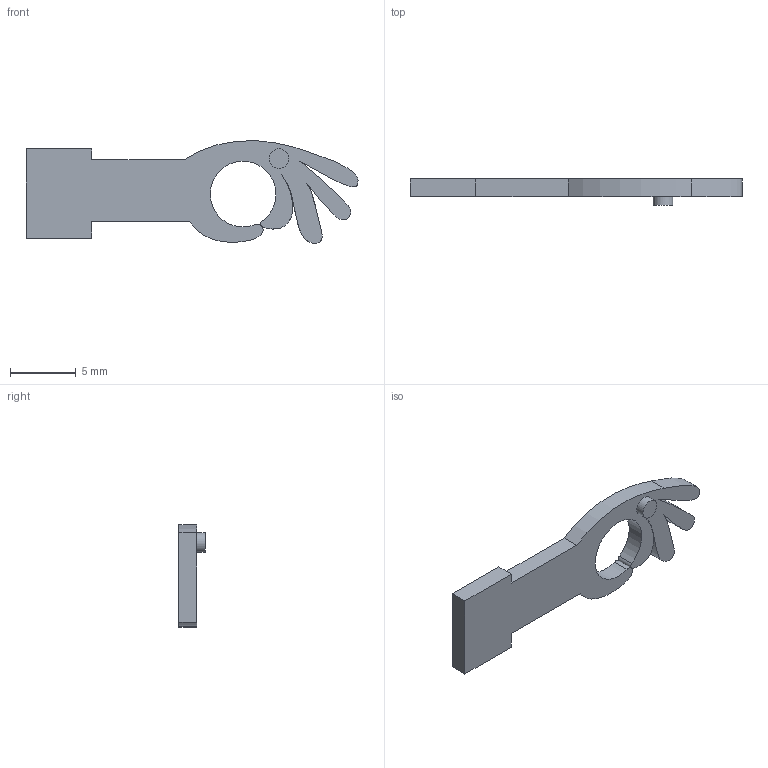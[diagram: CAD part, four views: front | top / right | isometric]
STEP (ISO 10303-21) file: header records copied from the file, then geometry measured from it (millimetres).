
FILE_DESCRIPTION(/* description */ (''),/* implementation_level */ '2;1');
FILE_NAME(/* name */ 'insert v6.stp',/* time_stamp */ '2025-09-12T00:21:28+02:00',/* author */ (''),/* organization */ (''),/* preprocessor_version */ 'ST-DEVELOPER v20.1',/* originating_system */ 'Autodesk Translation Framework v14.10.0.0',/* authorisation */ '');
FILE_SCHEMA (('AUTOMOTIVE_DESIGN { 1 0 10303 214 3 1 1 }'));
Length unit declared in the file: millimetre
Products named in the file (1): insert
Bounding box: 25.24 x 2 x 7.8 mm (x, y, z)
Volume: 166.4 mm3; surface area: 391.7 mm2
Topology: 2 solids, 2 shells, 24 faces, 60 edges, 36 vertices
Faces by surface type: bspline 11, plane 11, cylinder 2
Full cylindrical faces by diameter (mm): 1.5 x1
Entity records: 1269 total; most frequent: CARTESIAN_POINT 768, ORIENTED_EDGE 120, DIRECTION 70, EDGE_CURVE 60, VERTEX_POINT 36, LINE 34, VECTOR 34, FACE_OUTER_BOUND 24
